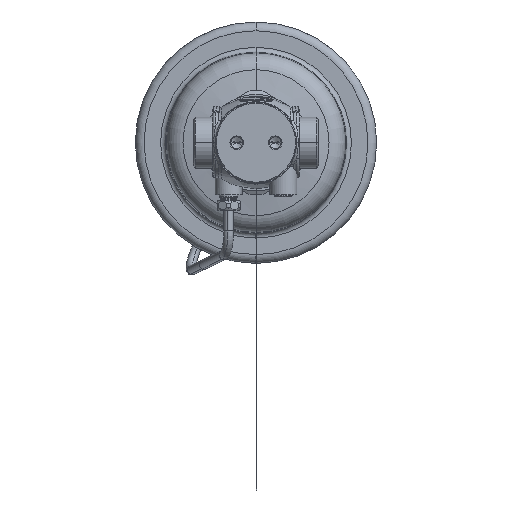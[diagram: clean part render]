
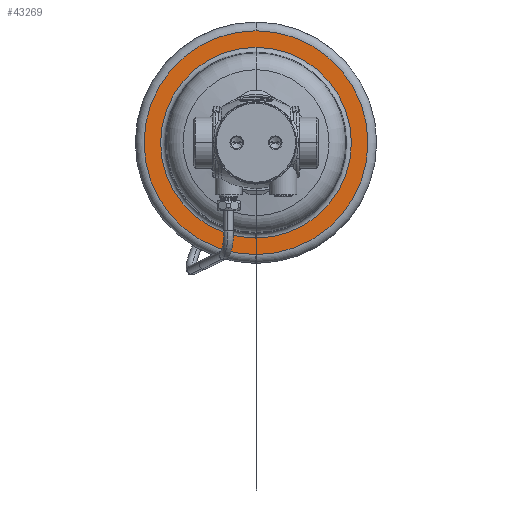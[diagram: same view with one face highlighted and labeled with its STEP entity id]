
A CAD part, front view. The second image highlights one B-rep face of the part: STEP entity #43269.
In plain terms, the highlighted face is planar.
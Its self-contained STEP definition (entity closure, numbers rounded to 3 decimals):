
#38452=CARTESIAN_POINT('',(23.5,0.,0.));
#38453=DIRECTION('',(1.,0.,0.));
#38454=DIRECTION('',(0.,1.,0.));
#38455=AXIS2_PLACEMENT_3D('',#38452,#38453,#38454);
#38457=CARTESIAN_POINT('',(23.5,0.,0.));
#38458=DIRECTION('',(-1.,0.,0.));
#38459=DIRECTION('',(0.,1.,0.));
#38460=AXIS2_PLACEMENT_3D('',#38457,#38458,#38459);
#38472=CARTESIAN_POINT('',(23.5,0.,0.));
#38473=DIRECTION('',(-1.,0.,0.));
#38474=DIRECTION('',(0.,1.,0.));
#38475=AXIS2_PLACEMENT_3D('',#38472,#38473,#38474);
#38477=CARTESIAN_POINT('',(23.5,0.,0.));
#38478=DIRECTION('',(1.,0.,0.));
#38479=DIRECTION('',(0.,1.,0.));
#38480=AXIS2_PLACEMENT_3D('',#38477,#38478,#38479);
#41733=CARTESIAN_POINT('',(23.5,58.,0.));
#41735=VERTEX_POINT('',#41733);
#41736=CARTESIAN_POINT('',(23.5,49.431,0.));
#41738=VERTEX_POINT('',#41736);
#41765=CARTESIAN_POINT('',(23.5,-58.,0.));
#41767=VERTEX_POINT('',#41765);
#41768=CARTESIAN_POINT('',(23.5,-49.431,0.));
#41770=VERTEX_POINT('',#41768);
#43254=CARTESIAN_POINT('',(23.5,0.,0.));
#43255=DIRECTION('',(1.,0.,0.));
#43256=DIRECTION('',(0.,-1.,0.));
#43257=AXIS2_PLACEMENT_3D('',#43254,#43255,#43256);
#43258=PLANE('',#43257);
#43259=ORIENTED_EDGE('',*,*,#43236,.T.);
#43260=ORIENTED_EDGE('',*,*,#43247,.F.);
#43261=EDGE_LOOP('',(#43259,#43260));
#43262=FACE_OUTER_BOUND('',#43261,.F.);
#43264=ORIENTED_EDGE('',*,*,#43263,.T.);
#43266=ORIENTED_EDGE('',*,*,#43265,.F.);
#43267=EDGE_LOOP('',(#43264,#43266));
#43268=FACE_BOUND('',#43267,.F.);
#43269=ADVANCED_FACE('',(#43262,#43268),#43258,.F.);
#38456=CIRCLE('',#38455,58.);
#38461=CIRCLE('',#38460,58.);
#38476=CIRCLE('',#38475,49.431);
#38481=CIRCLE('',#38480,49.431);
#43236=EDGE_CURVE('',#41735,#41767,#38456,.T.);
#43247=EDGE_CURVE('',#41735,#41767,#38461,.T.);
#43263=EDGE_CURVE('',#41738,#41770,#38476,.T.);
#43265=EDGE_CURVE('',#41738,#41770,#38481,.T.);
